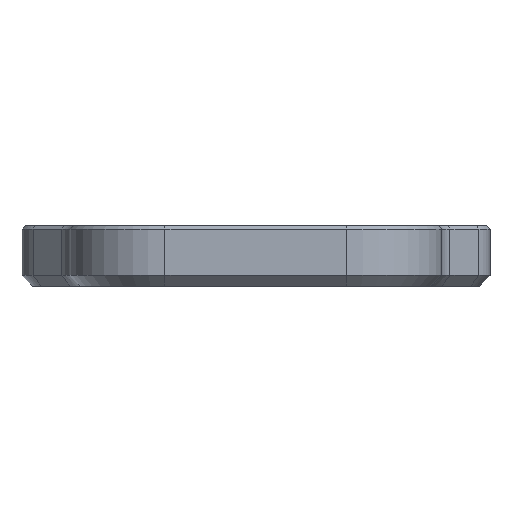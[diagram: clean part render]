
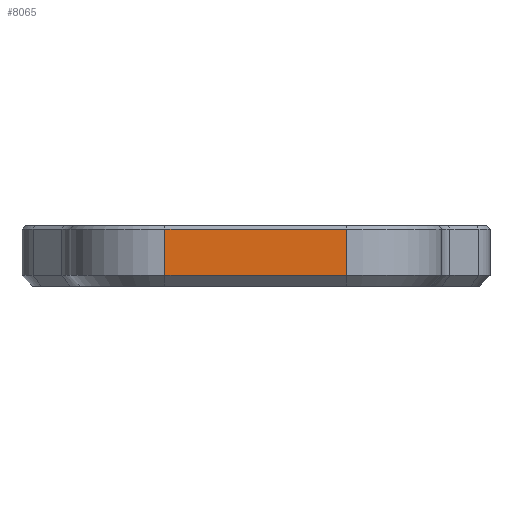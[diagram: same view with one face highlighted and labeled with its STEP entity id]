
A CAD part, front view. The second image highlights one B-rep face of the part: STEP entity #8065.
In plain terms, the highlighted planar face has unit normal (-0.001, -1, 0).
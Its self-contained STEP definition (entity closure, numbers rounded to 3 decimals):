
#98=PLANE('',#8627);
#497=FACE_OUTER_BOUND('',#975,.T.);
#975=EDGE_LOOP('',(#6655,#6656,#6657,#6658));
#2122=LINE('',#26970,#2710);
#2125=LINE('',#26980,#2713);
#2126=LINE('',#26982,#2714);
#2127=LINE('',#26983,#2715);
#2710=VECTOR('',#9880,10.);
#2713=VECTOR('',#9891,10.);
#2714=VECTOR('',#9892,10.);
#2715=VECTOR('',#9893,10.);
#3626=VERTEX_POINT('',#26958);
#3630=VERTEX_POINT('',#26967);
#3634=VERTEX_POINT('',#26979);
#3635=VERTEX_POINT('',#26981);
#4686=EDGE_CURVE('',#3630,#3626,#2122,.T.);
#4691=EDGE_CURVE('',#3630,#3634,#2125,.T.);
#4692=EDGE_CURVE('',#3635,#3634,#2126,.T.);
#4693=EDGE_CURVE('',#3626,#3635,#2127,.T.);
#6655=ORIENTED_EDGE('',*,*,#4686,.F.);
#6656=ORIENTED_EDGE('',*,*,#4691,.T.);
#6657=ORIENTED_EDGE('',*,*,#4692,.F.);
#6658=ORIENTED_EDGE('',*,*,#4693,.F.);
#8065=ADVANCED_FACE('',(#497),#98,.T.);
#8627=AXIS2_PLACEMENT_3D('',#26978,#9889,#9890);
#9880=DIRECTION('',(1.,-0.001,0.));
#9889=DIRECTION('center_axis',(-0.001,-1.,
0.));
#9890=DIRECTION('ref_axis',(-1.,0.001,0.));
#9891=DIRECTION('',(0.,0.,-1.));
#9892=DIRECTION('',(-1.,0.001,0.));
#9893=DIRECTION('',(0.,0.,-1.));
#26958=CARTESIAN_POINT('',(46.687,-70.574,-1.734));
#26967=CARTESIAN_POINT('',(-37.432,-70.504,-1.734));
#26970=CARTESIAN_POINT('',(25.681,-70.557,-1.734));
#26978=CARTESIAN_POINT('Origin',(46.687,-70.574,-3.234));
#26979=CARTESIAN_POINT('',(-37.432,-70.504,-23.234));
#26980=CARTESIAN_POINT('',(-37.432,-70.504,-3.234));
#26981=CARTESIAN_POINT('',(46.687,-70.574,-23.234));
#26982=CARTESIAN_POINT('',(25.681,-70.557,-23.234));
#26983=CARTESIAN_POINT('',(46.687,-70.574,-3.234));
